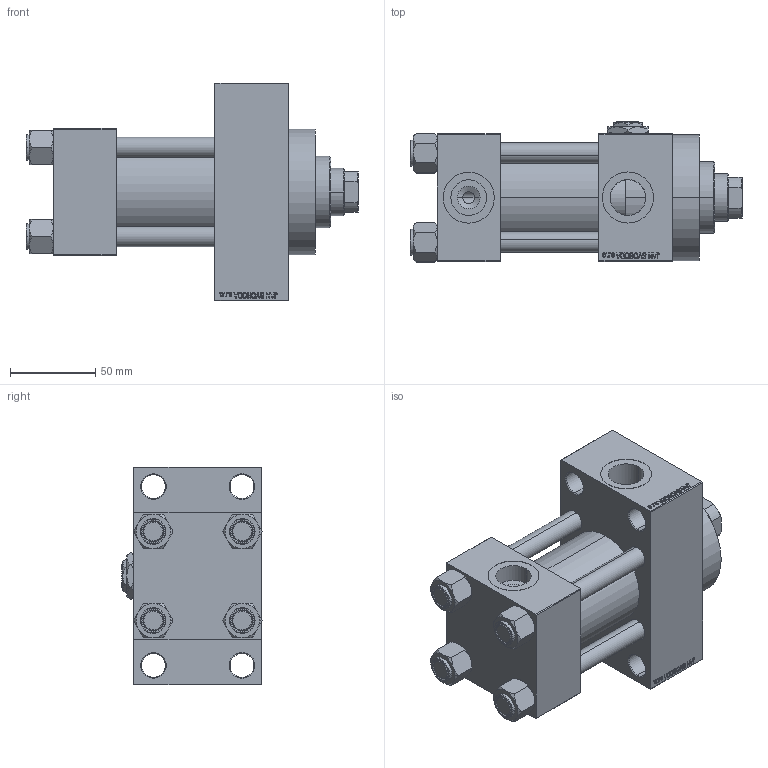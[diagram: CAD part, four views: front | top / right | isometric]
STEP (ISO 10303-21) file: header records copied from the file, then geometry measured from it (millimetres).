
FILE_DESCRIPTION (( 'STEP AP203' ), '1' );
FILE_NAME ('1155.STEP', '2023-08-23T14:12:27', ( '' ), ( '' ), 'SwSTEP 2.0', 'SolidWorks 2019', '' );
FILE_SCHEMA (( 'CONFIG_CONTROL_DESIGN' ));
Length unit declared in the file: millimetre
Products named in the file (7): V215CR_D_TYCINKA 3c1cd62162c749ee14e59713bbca397c; V215_VC_A 3c1cd62162c749ee14e59713bbca397c; V215CR_VCP_D 3c1cd62162c749ee14e59713bbca397c; 1155; V215CR_D_Body 3c1cd62162c749ee14e59713bbca397c; NUT_M5_D 3c1cd62162c749ee14e59713bbca397c; Zatka_pro_OIL_PORT 3c1cd62162c749ee14e59713bbca397c
Assembly tree (12 placements, depth 2):
  1155
    V215CR_D_Body 3c1cd62162c749ee14e59713bbca397c
    V215CR_VCP_D 3c1cd62162c749ee14e59713bbca397c
    NUT_M5_D 3c1cd62162c749ee14e59713bbca397c  x4
    V215CR_D_TYCINKA 3c1cd62162c749ee14e59713bbca397c  x4
    V215_VC_A 3c1cd62162c749ee14e59713bbca397c
    Zatka_pro_OIL_PORT 3c1cd62162c749ee14e59713bbca397c
Bounding box: 195 x 82.27 x 128 mm (x, y, z)
Volume: 803995.2 mm3; surface area: 172235.5 mm2
Topology: 12 solids, 12 shells, 1151 faces, 2865 edges, 1851 vertices
Faces by surface type: plane 521, bspline 368, cone 162, cylinder 92, torus 8
Entity records: 48958 total; most frequent: CARTESIAN_POINT 25667, ORIENTED_EDGE 5222, DIRECTION 3389, EDGE_CURVE 2611, VERTEX_POINT 1707, LINE 1543, VECTOR 1543, EDGE_LOOP 1166
